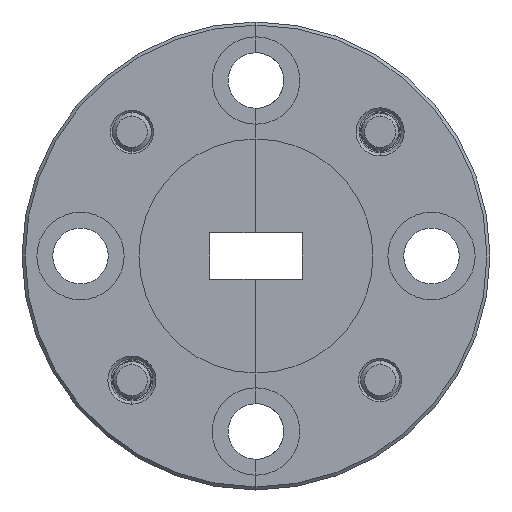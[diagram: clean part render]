
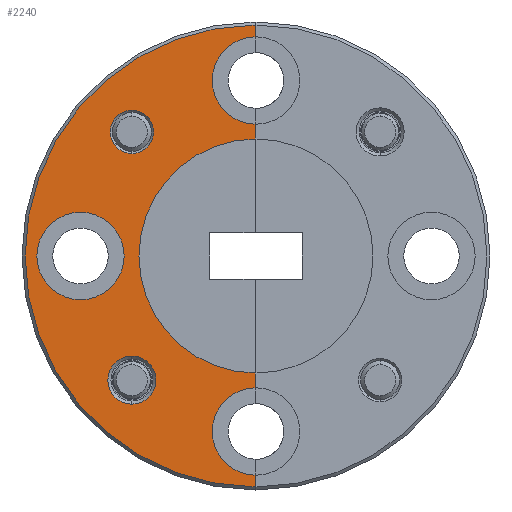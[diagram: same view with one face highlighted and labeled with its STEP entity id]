
A CAD part, left-side view. The second image highlights one B-rep face of the part: STEP entity #2240.
In plain terms, the highlighted planar face has unit normal (-1, 0, 0).
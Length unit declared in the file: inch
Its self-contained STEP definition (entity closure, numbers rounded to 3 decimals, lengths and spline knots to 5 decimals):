
#94 = EDGE_CURVE ( 'NONE', #11266, #22751, #11791, .T. ) ;
#163 = EDGE_CURVE ( 'NONE', #11586, #19381, #24108, .T. ) ;
#168 = DIRECTION ( 'NONE',  ( 0., 0., 1. ) ) ;
#278 = ORIENTED_EDGE ( 'NONE', *, *, #16378, .T. ) ;
#332 = CARTESIAN_POINT ( 'NONE',  ( -0.645, 0., 0. ) ) ;
#337 = DIRECTION ( 'NONE',  ( 1., 0., 0. ) ) ;
#413 = VECTOR ( 'NONE', #18446, 39.37008 ) ;
#457 = CARTESIAN_POINT ( 'NONE',  ( -0.645, 0., 0.21127 ) ) ;
#485 = EDGE_CURVE ( 'NONE', #7350, #9891, #16116, .T. ) ;
#949 = DIRECTION ( 'NONE',  ( 0., 0., -1. ) ) ;
#1443 = DIRECTION ( 'NONE',  ( 1., 0., 0. ) ) ;
#1455 = ORIENTED_EDGE ( 'NONE', *, *, #23087, .T. ) ;
#1491 = EDGE_CURVE ( 'NONE', #19381, #11586, #25070, .T. ) ;
#1547 = ORIENTED_EDGE ( 'NONE', *, *, #17798, .T. ) ;
#2001 = VECTOR ( 'NONE', #6956, 39.37008 ) ;
#2240 = ADVANCED_FACE ( 'NONE', ( #13060, #8309, #7316, #13367 ), #19984, .T. ) ;
#2647 = EDGE_LOOP ( 'NONE', ( #5945, #1455, #16784, #11892, #19879, #1547, #10796, #24760 ) ) ;
#2749 = EDGE_CURVE ( 'NONE', #20070, #21178, #2845, .T. ) ;
#2845 = LINE ( 'NONE', #332, #26269 ) ;
#2874 = VERTEX_POINT ( 'NONE', #17895 ) ;
#2884 = DIRECTION ( 'NONE',  ( -1., 0., 0. ) ) ;
#2911 = AXIS2_PLACEMENT_3D ( 'NONE', #13342, #337, #9002 ) ;
#3262 = CARTESIAN_POINT ( 'NONE',  ( -0.645, 0.19737, 0.16412 ) ) ;
#3672 = CARTESIAN_POINT ( 'NONE',  ( -0.645, -0.0015, 0.28125 ) ) ;
#3891 = VERTEX_POINT ( 'NONE', #13948 ) ;
#3974 = LINE ( 'NONE', #18502, #18050 ) ;
#4321 = LINE ( 'NONE', #19759, #2001 ) ;
#4613 = DIRECTION ( 'NONE',  ( 0., 0., 1. ) ) ;
#4695 = CARTESIAN_POINT ( 'NONE',  ( -0.645, 0.27975, 0. ) ) ;
#5021 = CARTESIAN_POINT ( 'NONE',  ( -0.645, 0., -0.21127 ) ) ;
#5120 = AXIS2_PLACEMENT_3D ( 'NONE', #26168, #2884, #8959 ) ;
#5492 = CARTESIAN_POINT ( 'NONE',  ( -0.645, -0.0015, 0. ) ) ;
#5901 = DIRECTION ( 'NONE',  ( 0., 0., 1. ) ) ;
#5945 = ORIENTED_EDGE ( 'NONE', *, *, #17885, .T. ) ;
#6456 = CARTESIAN_POINT ( 'NONE',  ( -0.645, 0.19737, -0.19887 ) ) ;
#6956 = DIRECTION ( 'NONE',  ( 0., 0., 1. ) ) ;
#7316 = FACE_BOUND ( 'NONE', #13727, .T. ) ;
#7350 = VERTEX_POINT ( 'NONE', #11255 ) ;
#7650 = DIRECTION ( 'NONE',  ( 1., 0., 0. ) ) ;
#7829 = CARTESIAN_POINT ( 'NONE',  ( -0.645, 0.19737, 0.19887 ) ) ;
#8309 = FACE_BOUND ( 'NONE', #12343, .T. ) ;
#8567 = EDGE_CURVE ( 'NONE', #11266, #14444, #3974, .T. ) ;
#8611 = DIRECTION ( 'NONE',  ( 0., 0., 1. ) ) ;
#8621 = DIRECTION ( 'NONE',  ( 1., 0., 0. ) ) ;
#8692 = EDGE_LOOP ( 'NONE', ( #13063, #15639 ) ) ;
#8847 = EDGE_CURVE ( 'NONE', #3891, #25046, #23658, .T. ) ;
#8959 = DIRECTION ( 'NONE',  ( 0., 0., 1. ) ) ;
#9002 = DIRECTION ( 'NONE',  ( 0., 0., 1. ) ) ;
#9034 = DIRECTION ( 'NONE',  ( 1., 0., 0. ) ) ;
#9407 = AXIS2_PLACEMENT_3D ( 'NONE', #7829, #24918, #16632 ) ;
#9891 = VERTEX_POINT ( 'NONE', #13681 ) ;
#9971 = DIRECTION ( 'NONE',  ( 1., 0., 0. ) ) ;
#10264 = ORIENTED_EDGE ( 'NONE', *, *, #485, .T. ) ;
#10432 = LINE ( 'NONE', #25237, #413 ) ;
#10796 = ORIENTED_EDGE ( 'NONE', *, *, #2749, .T. ) ;
#10989 = EDGE_CURVE ( 'NONE', #25046, #3891, #21569, .T. ) ;
#11255 = CARTESIAN_POINT ( 'NONE',  ( -0.645, 0.19737, -0.23737 ) ) ;
#11266 = VERTEX_POINT ( 'NONE', #15089 ) ;
#11586 = VERTEX_POINT ( 'NONE', #3262 ) ;
#11791 = CIRCLE ( 'NONE', #25691, 0.37 ) ;
#11892 = ORIENTED_EDGE ( 'NONE', *, *, #94, .F. ) ;
#12113 = CARTESIAN_POINT ( 'NONE',  ( -0.645, -0.0015, 0. ) ) ;
#12114 = CIRCLE ( 'NONE', #23805, 0.0385 ) ;
#12343 = EDGE_LOOP ( 'NONE', ( #278, #10264 ) ) ;
#12998 = VERTEX_POINT ( 'NONE', #457 ) ;
#13060 = FACE_BOUND ( 'NONE', #8692, .T. ) ;
#13063 = ORIENTED_EDGE ( 'NONE', *, *, #1491, .T. ) ;
#13279 = CARTESIAN_POINT ( 'NONE',  ( -0.645, 0.19737, -0.19887 ) ) ;
#13342 = CARTESIAN_POINT ( 'NONE',  ( -0.645, -0.0015, -0.28125 ) ) ;
#13367 = FACE_OUTER_BOUND ( 'NONE', #2647, .T. ) ;
#13681 = CARTESIAN_POINT ( 'NONE',  ( -0.645, 0.19737, -0.16037 ) ) ;
#13727 = EDGE_LOOP ( 'NONE', ( #25622, #26414 ) ) ;
#13948 = CARTESIAN_POINT ( 'NONE',  ( -0.645, 0.27975, 0.07 ) ) ;
#14083 = DIRECTION ( 'NONE',  ( 0., 0., 1. ) ) ;
#14362 = DIRECTION ( 'NONE',  ( 1., 0., 0. ) ) ;
#14444 = VERTEX_POINT ( 'NONE', #21370 ) ;
#14626 = AXIS2_PLACEMENT_3D ( 'NONE', #6456, #21398, #8611 ) ;
#15089 = CARTESIAN_POINT ( 'NONE',  ( -0.645, 0., -0.37 ) ) ;
#15639 = ORIENTED_EDGE ( 'NONE', *, *, #163, .T. ) ;
#16116 = CIRCLE ( 'NONE', #14626, 0.0385 ) ;
#16153 = CARTESIAN_POINT ( 'NONE',  ( -0.645, 0.19737, 0.19887 ) ) ;
#16215 = DIRECTION ( 'NONE',  ( 0., 0., 1. ) ) ;
#16378 = EDGE_CURVE ( 'NONE', #9891, #7350, #12114, .T. ) ;
#16558 = EDGE_CURVE ( 'NONE', #21985, #22751, #10432, .T. ) ;
#16632 = DIRECTION ( 'NONE',  ( 0., 0., 1. ) ) ;
#16784 = ORIENTED_EDGE ( 'NONE', *, *, #16558, .T. ) ;
#17433 = DIRECTION ( 'NONE',  ( 0., 0., 1. ) ) ;
#17798 = EDGE_CURVE ( 'NONE', #14444, #20070, #20041, .T. ) ;
#17885 = EDGE_CURVE ( 'NONE', #2874, #12998, #4321, .T. ) ;
#17895 = CARTESIAN_POINT ( 'NONE',  ( -0.645, 0., 0.18749 ) ) ;
#18048 = EDGE_CURVE ( 'NONE', #2874, #21178, #26766, .T. ) ;
#18050 = VECTOR ( 'NONE', #21183, 39.37008 ) ;
#18446 = DIRECTION ( 'NONE',  ( 0., 0., 1. ) ) ;
#18502 = CARTESIAN_POINT ( 'NONE',  ( -0.645, 0., 0. ) ) ;
#18573 = DIRECTION ( 'NONE',  ( 0., 0., 1. ) ) ;
#19179 = AXIS2_PLACEMENT_3D ( 'NONE', #4695, #8621, #17433 ) ;
#19381 = VERTEX_POINT ( 'NONE', #22953 ) ;
#19565 = AXIS2_PLACEMENT_3D ( 'NONE', #12113, #20483, #14083 ) ;
#19759 = CARTESIAN_POINT ( 'NONE',  ( -0.645, 0., 0. ) ) ;
#19879 = ORIENTED_EDGE ( 'NONE', *, *, #8567, .T. ) ;
#19984 = PLANE ( 'NONE',  #5120 ) ;
#20041 = CIRCLE ( 'NONE', #2911, 0.07 ) ;
#20070 = VERTEX_POINT ( 'NONE', #5021 ) ;
#20483 = DIRECTION ( 'NONE',  ( -1., 0., 0. ) ) ;
#20769 = CARTESIAN_POINT ( 'NONE',  ( -0.645, 0.27975, 0. ) ) ;
#20987 = CARTESIAN_POINT ( 'NONE',  ( -0.645, 0., -0.18749 ) ) ;
#21178 = VERTEX_POINT ( 'NONE', #20987 ) ;
#21183 = DIRECTION ( 'NONE',  ( 0., 0., 1. ) ) ;
#21370 = CARTESIAN_POINT ( 'NONE',  ( -0.645, 0., -0.35123 ) ) ;
#21398 = DIRECTION ( 'NONE',  ( 1., 0., 0. ) ) ;
#21569 = CIRCLE ( 'NONE', #22982, 0.07 ) ;
#21985 = VERTEX_POINT ( 'NONE', #25870 ) ;
#22751 = VERTEX_POINT ( 'NONE', #25830 ) ;
#22953 = CARTESIAN_POINT ( 'NONE',  ( -0.645, 0.19737, 0.23362 ) ) ;
#22982 = AXIS2_PLACEMENT_3D ( 'NONE', #20769, #14362, #5901 ) ;
#23087 = EDGE_CURVE ( 'NONE', #12998, #21985, #23656, .T. ) ;
#23656 = CIRCLE ( 'NONE', #24505, 0.07 ) ;
#23658 = CIRCLE ( 'NONE', #19179, 0.07 ) ;
#23805 = AXIS2_PLACEMENT_3D ( 'NONE', #13279, #9034, #168 ) ;
#24108 = CIRCLE ( 'NONE', #9407, 0.03475 ) ;
#24505 = AXIS2_PLACEMENT_3D ( 'NONE', #3672, #1443, #16215 ) ;
#24760 = ORIENTED_EDGE ( 'NONE', *, *, #18048, .F. ) ;
#24918 = DIRECTION ( 'NONE',  ( 1., 0., 0. ) ) ;
#25046 = VERTEX_POINT ( 'NONE', #25161 ) ;
#25070 = CIRCLE ( 'NONE', #27354, 0.03475 ) ;
#25161 = CARTESIAN_POINT ( 'NONE',  ( -0.645, 0.27975, -0.07 ) ) ;
#25237 = CARTESIAN_POINT ( 'NONE',  ( -0.645, 0., 0. ) ) ;
#25622 = ORIENTED_EDGE ( 'NONE', *, *, #8847, .T. ) ;
#25691 = AXIS2_PLACEMENT_3D ( 'NONE', #5492, #7650, #949 ) ;
#25830 = CARTESIAN_POINT ( 'NONE',  ( -0.645, 0., 0.37 ) ) ;
#25870 = CARTESIAN_POINT ( 'NONE',  ( -0.645, 0., 0.35123 ) ) ;
#26168 = CARTESIAN_POINT ( 'NONE',  ( -0.645, -0.0015, 0. ) ) ;
#26269 = VECTOR ( 'NONE', #4613, 39.37008 ) ;
#26414 = ORIENTED_EDGE ( 'NONE', *, *, #10989, .T. ) ;
#26766 = CIRCLE ( 'NONE', #19565, 0.1875 ) ;
#27354 = AXIS2_PLACEMENT_3D ( 'NONE', #16153, #9971, #18573 ) ;
